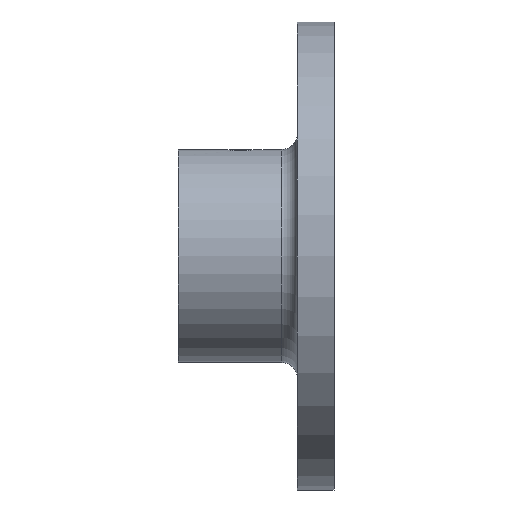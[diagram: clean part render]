
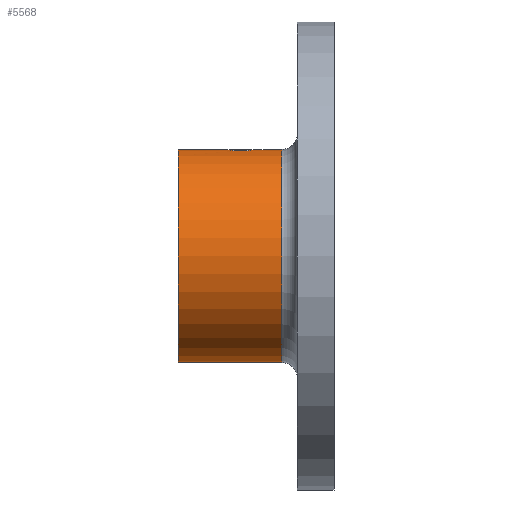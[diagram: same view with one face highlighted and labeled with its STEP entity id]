
A CAD part, left-side view. The second image highlights one B-rep face of the part: STEP entity #5568.
In plain terms, the highlighted cylindrical face has radius 13.65 mm (diameter 27.3 mm), a partial arc.
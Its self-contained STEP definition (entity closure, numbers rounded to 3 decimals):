
#196 = EDGE_CURVE ( 'NONE', #16381, #3603, #13263, .T. ) ;
#328 = FACE_OUTER_BOUND ( 'NONE', #12128, .T. ) ;
#819 = CARTESIAN_POINT ( 'NONE',  ( -1.053, 10.178, 13.61 ) ) ;
#1443 = CARTESIAN_POINT ( 'NONE',  ( 0., 14.1, 13.65 ) ) ;
#2212 = EDGE_CURVE ( 'NONE', #10799, #10770, #17507, .T. ) ;
#2229 = CARTESIAN_POINT ( 'NONE',  ( -1.389, 10.419, 13.58 ) ) ;
#2264 = DIRECTION ( 'NONE',  ( 0., -1., 0. ) ) ;
#2288 = CARTESIAN_POINT ( 'NONE',  ( -0.678, 10.008, 13.634 ) ) ;
#2352 = CIRCLE ( 'NONE', #9324, 13.65 ) ;
#2617 = CARTESIAN_POINT ( 'NONE',  ( 0., 6.7, -13.65 ) ) ;
#3183 = ORIENTED_EDGE ( 'NONE', *, *, #11298, .T. ) ;
#3215 = CARTESIAN_POINT ( 'NONE',  ( -1.887, 12.931, 13.519 ) ) ;
#3347 = CARTESIAN_POINT ( 'NONE',  ( -1.993, 12.677, 13.504 ) ) ;
#3551 = CARTESIAN_POINT ( 'NONE',  ( -2.1, 12., 13.487 ) ) ;
#3603 = VERTEX_POINT ( 'NONE', #8844 ) ;
#3713 = DIRECTION ( 'NONE',  ( 0., -1., 0. ) ) ;
#3806 = CARTESIAN_POINT ( 'NONE',  ( -1.582, 10.612, 13.558 ) ) ;
#3878 = CARTESIAN_POINT ( 'NONE',  ( -1.822, 10.947, 13.528 ) ) ;
#4692 = CARTESIAN_POINT ( 'NONE',  ( -2.086, 12.276, 13.49 ) ) ;
#4842 = ORIENTED_EDGE ( 'NONE', *, *, #196, .F. ) ;
#4872 = CARTESIAN_POINT ( 'NONE',  ( -1.281, 13.67, 13.59 ) ) ;
#5203 = CARTESIAN_POINT ( 'NONE',  ( -1.669, 10.718, 13.548 ) ) ;
#5390 = CARTESIAN_POINT ( 'NONE',  ( -0.276, 9.914, 13.648 ) ) ;
#5568 = ADVANCED_FACE ( 'NONE', ( #328 ), #14589, .T. ) ;
#5989 = VECTOR ( 'NONE', #13796, 1000. ) ;
#6004 = CARTESIAN_POINT ( 'NONE',  ( -0.137, 14.1, 13.65 ) ) ;
#6088 = CARTESIAN_POINT ( 'NONE',  ( 0., 14.1, 13.65 ) ) ;
#6199 = CARTESIAN_POINT ( 'NONE',  ( -0.277, 14.086, 13.648 ) ) ;
#6257 = DIRECTION ( 'NONE',  ( 0., -1., 0. ) ) ;
#6507 = VERTEX_POINT ( 'NONE', #6088 ) ;
#6802 = ORIENTED_EDGE ( 'NONE', *, *, #11274, .F. ) ;
#7864 = CARTESIAN_POINT ( 'NONE',  ( -0.677, 13.993, 13.634 ) ) ;
#7933 = CARTESIAN_POINT ( 'NONE',  ( -0.931, 13.887, 13.619 ) ) ;
#7997 = CARTESIAN_POINT ( 'NONE',  ( -0.546, 14.032, 13.64 ) ) ;
#8265 = AXIS2_PLACEMENT_3D ( 'NONE', #18754, #15713, #17189 ) ;
#8385 = LINE ( 'NONE', #12250, #5989 ) ;
#8402 = CARTESIAN_POINT ( 'NONE',  ( -0.139, 9.9, 13.65 ) ) ;
#8844 = CARTESIAN_POINT ( 'NONE',  ( 0., 9.9, 13.65 ) ) ;
#8854 = EDGE_CURVE ( 'NONE', #6507, #16381, #13074, .T. ) ;
#9324 = AXIS2_PLACEMENT_3D ( 'NONE', #18993, #3713, #14363 ) ;
#9444 = CARTESIAN_POINT ( 'NONE',  ( 0., 6.7, 0. ) ) ;
#9689 = ORIENTED_EDGE ( 'NONE', *, *, #16221, .F. ) ;
#10770 = VERTEX_POINT ( 'NONE', #2617 ) ;
#10799 = VERTEX_POINT ( 'NONE', #19228 ) ;
#10876 = CARTESIAN_POINT ( 'NONE',  ( -2.1, 12.137, 13.487 ) ) ;
#11010 = CARTESIAN_POINT ( 'NONE',  ( -2.032, 12.546, 13.498 ) ) ;
#11073 = CARTESIAN_POINT ( 'NONE',  ( -1.583, 13.387, 13.558 ) ) ;
#11117 = VERTEX_POINT ( 'NONE', #17237 ) ;
#11147 = LINE ( 'NONE', #14419, #13768 ) ;
#11151 = EDGE_CURVE ( 'NONE', #18320, #10770, #17579, .T. ) ;
#11274 = EDGE_CURVE ( 'NONE', #3603, #18320, #11147, .T. ) ;
#11298 = EDGE_CURVE ( 'NONE', #11117, #10799, #2352, .T. ) ;
#11326 = CARTESIAN_POINT ( 'NONE',  ( 0., 6.7, 13.65 ) ) ;
#11459 = CARTESIAN_POINT ( 'NONE',  ( -0.544, 9.967, 13.64 ) ) ;
#11911 = CARTESIAN_POINT ( 'NONE',  ( -2.1, 12., 13.487 ) ) ;
#12128 = EDGE_LOOP ( 'NONE', ( #9689, #3183, #13292, #12366, #6802, #4842, #15704 ) ) ;
#12250 = CARTESIAN_POINT ( 'NONE',  ( 0., 0., 13.65 ) ) ;
#12366 = ORIENTED_EDGE ( 'NONE', *, *, #11151, .F. ) ;
#12446 = CARTESIAN_POINT ( 'NONE',  ( -1.67, 13.281, 13.548 ) ) ;
#12561 = CARTESIAN_POINT ( 'NONE',  ( 0., 0., -13.65 ) ) ;
#12917 = CARTESIAN_POINT ( 'NONE',  ( -0.932, 10.113, 13.619 ) ) ;
#12977 = CARTESIAN_POINT ( 'NONE',  ( -2.1, 11.726, 13.487 ) ) ;
#13074 = B_SPLINE_CURVE_WITH_KNOTS ( 'NONE', 3,
 ( #1443, #6004, #6199, #7997, #7864, #7933, #16980, #4872, #18436, #11073, #12446, #17046, #3215, #3347, #11010, #4692, #10876, #18378 ),
 .UNSPECIFIED., .F., .F.,
 ( 4, 2, 2, 2, 2, 2, 2, 2, 4 ),
 ( 0.003, 0.004, 0.004, 0.005, 0.005, 0.005, 0.006, 0.006, 0.007 ),
 .UNSPECIFIED. ) ;
#13263 = B_SPLINE_CURVE_WITH_KNOTS ( 'NONE', 3,
 ( #3551, #12977, #14326, #19095, #3878, #5203, #3806, #2229, #14513, #819, #12917, #2288, #11459, #5390, #8402, #15911 ),
 .UNSPECIFIED., .F., .F.,
 ( 4, 2, 2, 2, 2, 2, 2, 4 ),
 ( 0.007, 0.007, 0.008, 0.008, 0.009, 0.009, 0.009, 0.01 ),
 .UNSPECIFIED. ) ;
#13292 = ORIENTED_EDGE ( 'NONE', *, *, #2212, .T. ) ;
#13768 = VECTOR ( 'NONE', #18805, 1000. ) ;
#13796 = DIRECTION ( 'NONE',  ( 0., -1., 0. ) ) ;
#14296 = DIRECTION ( 'NONE',  ( 0., 0., -1. ) ) ;
#14326 = CARTESIAN_POINT ( 'NONE',  ( -2.045, 11.449, 13.496 ) ) ;
#14363 = DIRECTION ( 'NONE',  ( 0., 0., -1. ) ) ;
#14419 = CARTESIAN_POINT ( 'NONE',  ( 0., 0., 13.65 ) ) ;
#14513 = CARTESIAN_POINT ( 'NONE',  ( -1.281, 10.33, 13.59 ) ) ;
#14589 = CYLINDRICAL_SURFACE ( 'NONE', #8265, 13.65 ) ;
#15059 = AXIS2_PLACEMENT_3D ( 'NONE', #9444, #2264, #14296 ) ;
#15704 = ORIENTED_EDGE ( 'NONE', *, *, #8854, .F. ) ;
#15713 = DIRECTION ( 'NONE',  ( 0., -1., 0. ) ) ;
#15911 = CARTESIAN_POINT ( 'NONE',  ( 0., 9.9, 13.65 ) ) ;
#16221 = EDGE_CURVE ( 'NONE', #11117, #6507, #8385, .T. ) ;
#16381 = VERTEX_POINT ( 'NONE', #11911 ) ;
#16688 = VECTOR ( 'NONE', #6257, 1000. ) ;
#16980 = CARTESIAN_POINT ( 'NONE',  ( -1.054, 13.822, 13.61 ) ) ;
#17046 = CARTESIAN_POINT ( 'NONE',  ( -1.822, 13.054, 13.528 ) ) ;
#17189 = DIRECTION ( 'NONE',  ( 0., 0., -1. ) ) ;
#17237 = CARTESIAN_POINT ( 'NONE',  ( 0., 20., 13.65 ) ) ;
#17507 = LINE ( 'NONE', #12561, #16688 ) ;
#17579 = CIRCLE ( 'NONE', #15059, 13.65 ) ;
#18320 = VERTEX_POINT ( 'NONE', #11326 ) ;
#18378 = CARTESIAN_POINT ( 'NONE',  ( -2.1, 12., 13.487 ) ) ;
#18436 = CARTESIAN_POINT ( 'NONE',  ( -1.387, 13.583, 13.58 ) ) ;
#18754 = CARTESIAN_POINT ( 'NONE',  ( 0., 0., 0. ) ) ;
#18805 = DIRECTION ( 'NONE',  ( 0., -1., 0. ) ) ;
#18993 = CARTESIAN_POINT ( 'NONE',  ( 0., 20., 0. ) ) ;
#19095 = CARTESIAN_POINT ( 'NONE',  ( -1.888, 11.07, 13.519 ) ) ;
#19228 = CARTESIAN_POINT ( 'NONE',  ( 0., 20., -13.65 ) ) ;
